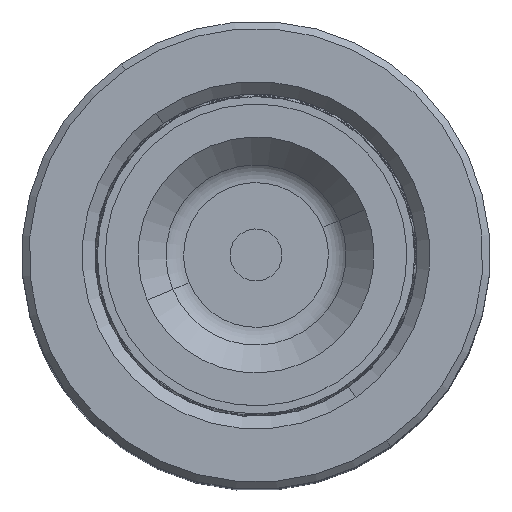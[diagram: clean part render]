
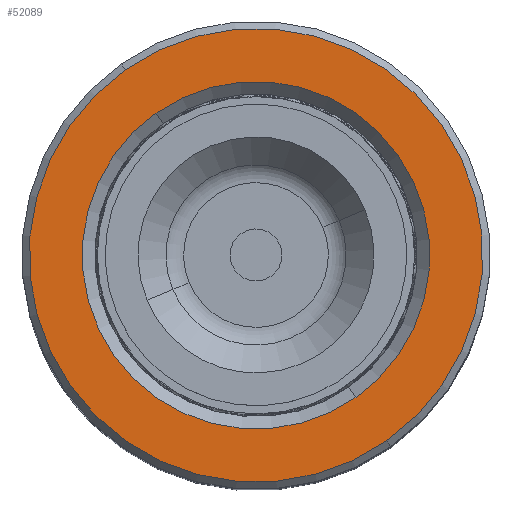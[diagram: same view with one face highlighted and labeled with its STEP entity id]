
A CAD part, top view. The second image highlights one B-rep face of the part: STEP entity #52089.
In plain terms, the highlighted planar face has unit normal (0, 0, 1).
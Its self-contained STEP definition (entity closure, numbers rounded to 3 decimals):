
#253 = AXIS2_PLACEMENT_3D ( 'NONE', #37832, #33247, #20075 ) ;
#2072 = CARTESIAN_POINT ( 'NONE',  ( 0., 0., 80. ) ) ;
#2596 = FACE_BOUND ( 'NONE', #6425, .T. ) ;
#4764 = EDGE_CURVE ( 'NONE', #48376, #45879, #37319, .T. ) ;
#6425 = EDGE_LOOP ( 'NONE', ( #52783, #17749 ) ) ;
#9639 = CARTESIAN_POINT ( 'NONE',  ( 21.8, 0., 80. ) ) ;
#10560 = ORIENTED_EDGE ( 'NONE', *, *, #31562, .T. ) ;
#10645 = VERTEX_POINT ( 'NONE', #22135 ) ;
#11758 = EDGE_LOOP ( 'NONE', ( #21909, #10560 ) ) ;
#14971 = DIRECTION ( 'NONE',  ( 1., 0., 0. ) ) ;
#16226 = DIRECTION ( 'NONE',  ( 0., 0., -1. ) ) ;
#16351 = FACE_OUTER_BOUND ( 'NONE', #11758, .T. ) ;
#16573 = DIRECTION ( 'NONE',  ( 0., 0., -1. ) ) ;
#17749 = ORIENTED_EDGE ( 'NONE', *, *, #19208, .T. ) ;
#18241 = CIRCLE ( 'NONE', #25548, 21.8 ) ;
#19208 = EDGE_CURVE ( 'NONE', #51049, #10645, #24509, .T. ) ;
#20075 = DIRECTION ( 'NONE',  ( 1., 0., 0. ) ) ;
#20367 = PLANE ( 'NONE',  #253 ) ;
#20859 = CARTESIAN_POINT ( 'NONE',  ( 0., 0., 80. ) ) ;
#21411 = AXIS2_PLACEMENT_3D ( 'NONE', #20859, #16573, #34036 ) ;
#21909 = ORIENTED_EDGE ( 'NONE', *, *, #4764, .T. ) ;
#22135 = CARTESIAN_POINT ( 'NONE',  ( 16.7, 0., 80. ) ) ;
#24509 = CIRCLE ( 'NONE', #43712, 16.7 ) ;
#25432 = EDGE_CURVE ( 'NONE', #10645, #51049, #35142, .T. ) ;
#25548 = AXIS2_PLACEMENT_3D ( 'NONE', #2072, #54169, #14971 ) ;
#26639 = DIRECTION ( 'NONE',  ( 1., 0., 0. ) ) ;
#26920 = DIRECTION ( 'NONE',  ( 0., 0., 1. ) ) ;
#27191 = CARTESIAN_POINT ( 'NONE',  ( 0., 0., 80. ) ) ;
#31562 = EDGE_CURVE ( 'NONE', #45879, #48376, #18241, .T. ) ;
#33247 = DIRECTION ( 'NONE',  ( 0., 0., 1. ) ) ;
#33967 = CARTESIAN_POINT ( 'NONE',  ( 0., 0., 80. ) ) ;
#34036 = DIRECTION ( 'NONE',  ( 1., 0., 0. ) ) ;
#35142 = CIRCLE ( 'NONE', #21411, 16.7 ) ;
#35422 = CARTESIAN_POINT ( 'NONE',  ( -16.7, 0., 80. ) ) ;
#35486 = AXIS2_PLACEMENT_3D ( 'NONE', #27191, #26920, #26639 ) ;
#36738 = CARTESIAN_POINT ( 'NONE',  ( -21.8, 0., 80. ) ) ;
#37319 = CIRCLE ( 'NONE', #35486, 21.8 ) ;
#37832 = CARTESIAN_POINT ( 'NONE',  ( 0., 0., 80. ) ) ;
#42826 = DIRECTION ( 'NONE',  ( 1., 0., 0. ) ) ;
#43712 = AXIS2_PLACEMENT_3D ( 'NONE', #33967, #16226, #42826 ) ;
#45879 = VERTEX_POINT ( 'NONE', #9639 ) ;
#48376 = VERTEX_POINT ( 'NONE', #36738 ) ;
#51049 = VERTEX_POINT ( 'NONE', #35422 ) ;
#52089 = ADVANCED_FACE ( 'NONE', ( #16351, #2596 ), #20367, .T. ) ;
#52783 = ORIENTED_EDGE ( 'NONE', *, *, #25432, .T. ) ;
#54169 = DIRECTION ( 'NONE',  ( 0., 0., 1. ) ) ;
